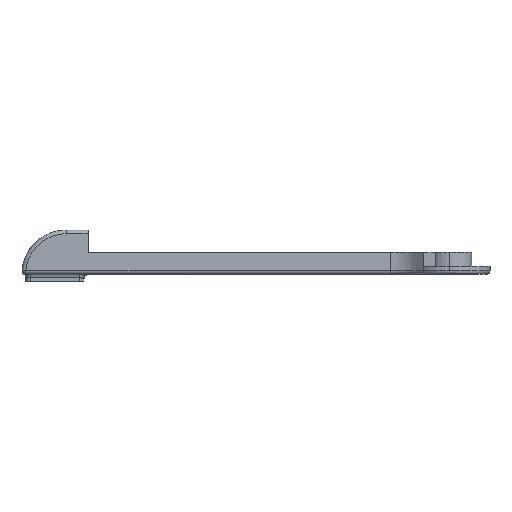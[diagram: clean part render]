
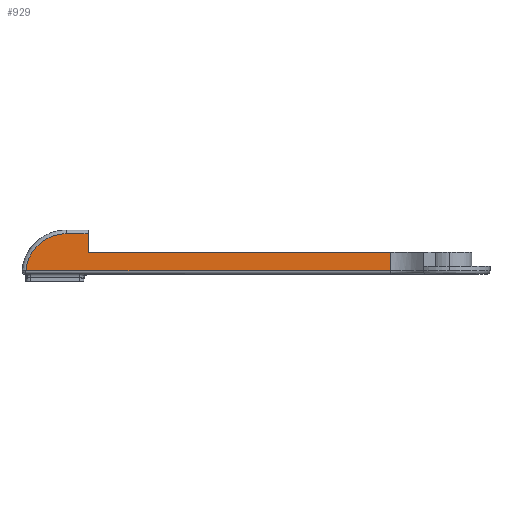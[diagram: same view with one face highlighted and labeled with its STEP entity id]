
A CAD part, top view. The second image highlights one B-rep face of the part: STEP entity #929.
In plain terms, the highlighted planar face has unit normal (0.036, 0, 0.999).
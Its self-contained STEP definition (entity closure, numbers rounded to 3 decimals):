
#25 = CARTESIAN_POINT ( 'NONE',  ( 0.912, 15., 25.347 ) ) ;
#89 = DIRECTION ( 'NONE',  ( 0.999, 0., -0.036 ) ) ;
#169 = EDGE_CURVE ( 'NONE', #4114, #1589, #3326, .T. ) ;
#274 = VERTEX_POINT ( 'NONE', #1504 ) ;
#324 = VECTOR ( 'NONE', #4835, 1000. ) ;
#354 = CARTESIAN_POINT ( 'NONE',  ( -30.781, 22.46, 26.488 ) ) ;
#387 = CARTESIAN_POINT ( 'NONE',  ( -21.599, 26.684, 26.158 ) ) ;
#423 = VERTEX_POINT ( 'NONE', #2855 ) ;
#448 = CARTESIAN_POINT ( 'NONE',  ( 0., 0., 25.38 ) ) ;
#460 = CARTESIAN_POINT ( 'NONE',  ( -14.9, 27.5, 25.916 ) ) ;
#754 = ORIENTED_EDGE ( 'NONE', *, *, #2120, .F. ) ;
#813 = CARTESIAN_POINT ( 'NONE',  ( -26.421, 25.025, 26.331 ) ) ;
#841 = CARTESIAN_POINT ( 'NONE',  ( -41.76, 5.876, 26.883 ) ) ;
#929 = ADVANCED_FACE ( 'NONE', ( #2665 ), #4793, .T. ) ;
#976 = CARTESIAN_POINT ( 'NONE',  ( -16.61, 27.5, 25.978 ) ) ;
#1101 = CARTESIAN_POINT ( 'NONE',  ( -44.971, 2.5, 26.999 ) ) ;
#1147 = VERTEX_POINT ( 'NONE', #6068 ) ;
#1431 = CARTESIAN_POINT ( 'NONE',  ( -23.228, 26.21, 26.216 ) ) ;
#1504 = CARTESIAN_POINT ( 'NONE',  ( -42.267, 2.5, 26.902 ) ) ;
#1524 = CARTESIAN_POINT ( 'NONE',  ( 205., 15., 18. ) ) ;
#1550 = DIRECTION ( 'NONE',  ( 0.999, 0., -0.036 ) ) ;
#1589 = VERTEX_POINT ( 'NONE', #1524 ) ;
#1679 = VECTOR ( 'NONE', #2122, 1000. ) ;
#1852 = CARTESIAN_POINT ( 'NONE',  ( -37.338, 15.899, 26.724 ) ) ;
#1955 = CARTESIAN_POINT ( 'NONE',  ( -24.439, 25.794, 26.26 ) ) ;
#2044 = DIRECTION ( 'NONE',  ( 0., -1., 0. ) ) ;
#2071 = DIRECTION ( 'NONE',  ( -0.999, 0., 0.036 ) ) ;
#2086 = VECTOR ( 'NONE', #89, 1000. ) ;
#2120 = EDGE_CURVE ( 'NONE', #1147, #423, #4692, .T. ) ;
#2122 = DIRECTION ( 'NONE',  ( 0., -1., 0. ) ) ;
#2130 = EDGE_CURVE ( 'NONE', #2508, #274, #4272, .T. ) ;
#2154 = EDGE_CURVE ( 'NONE', #1589, #2508, #6883, .T. ) ;
#2218 = VECTOR ( 'NONE', #1550, 1000. ) ;
#2378 = CARTESIAN_POINT ( 'NONE',  ( -42.267, 2.5, 26.902 ) ) ;
#2445 = CARTESIAN_POINT ( 'NONE',  ( -34.675, 19.171, 26.628 ) ) ;
#2508 = VERTEX_POINT ( 'NONE', #3746 ) ;
#2513 = CARTESIAN_POINT ( 'NONE',  ( -20.777, 26.877, 26.128 ) ) ;
#2538 = CARTESIAN_POINT ( 'NONE',  ( 0., 15., 25.38 ) ) ;
#2570 = EDGE_LOOP ( 'NONE', ( #3662, #5168, #5068, #2817, #5748, #754 ) ) ;
#2624 = B_SPLINE_CURVE_WITH_KNOTS ( 'NONE', 3,
 ( #2378, #6692, #5668, #841, #2995, #3602, #6767, #5104, #5740, #6238, #1852, #6659, #2445, #5606, #3974, #5139, #6129, #354, #6736, #4602, #813, #1955, #4075, #1431, #3564, #387, #2513, #5881, #976, #460 ),
 .UNSPECIFIED., .F., .F.,
 ( 4, 2, 2, 2, 2, 2, 2, 2, 2, 2, 2, 2, 2, 2, 4 ),
 ( 0., 0.003, 0.005, 0.01, 0.013, 0.015, 0.02, 0.022, 0.023, 0.026, 0.031, 0.032, 0.033, 0.036, 0.041 ),
 .UNSPECIFIED. ) ;
#2665 = FACE_OUTER_BOUND ( 'NONE', #2570, .T. ) ;
#2800 = CARTESIAN_POINT ( 'NONE',  ( 0.912, 15., 25.347 ) ) ;
#2817 = ORIENTED_EDGE ( 'NONE', *, *, #169, .F. ) ;
#2855 = CARTESIAN_POINT ( 'NONE',  ( 0., 27.5, 25.38 ) ) ;
#2995 = CARTESIAN_POINT ( 'NONE',  ( -41.564, 6.71, 26.876 ) ) ;
#3226 = CARTESIAN_POINT ( 'NONE',  ( 0.912, 27.5, 25.347 ) ) ;
#3326 = LINE ( 'NONE', #2800, #2086 ) ;
#3564 = CARTESIAN_POINT ( 'NONE',  ( -22.822, 26.336, 26.202 ) ) ;
#3602 = CARTESIAN_POINT ( 'NONE',  ( -40.868, 9.159, 26.851 ) ) ;
#3662 = ORIENTED_EDGE ( 'NONE', *, *, #3690, .F. ) ;
#3690 = EDGE_CURVE ( 'NONE', #274, #1147, #2624, .T. ) ;
#3746 = CARTESIAN_POINT ( 'NONE',  ( 205., 2.5, 18. ) ) ;
#3867 = AXIS2_PLACEMENT_3D ( 'NONE', #25, #5302, #2071 ) ;
#3974 = CARTESIAN_POINT ( 'NONE',  ( -32.79, 20.879, 26.56 ) ) ;
#4075 = CARTESIAN_POINT ( 'NONE',  ( -24.037, 25.939, 26.245 ) ) ;
#4076 = EDGE_CURVE ( 'NONE', #423, #4114, #4248, .T. ) ;
#4114 = VERTEX_POINT ( 'NONE', #2538 ) ;
#4248 = LINE ( 'NONE', #448, #1679 ) ;
#4272 = LINE ( 'NONE', #1101, #324 ) ;
#4602 = CARTESIAN_POINT ( 'NONE',  ( -27.931, 24.271, 26.386 ) ) ;
#4692 = LINE ( 'NONE', #3226, #2218 ) ;
#4793 = PLANE ( 'NONE',  #3867 ) ;
#4835 = DIRECTION ( 'NONE',  ( -0.999, 0., 0.036 ) ) ;
#5068 = ORIENTED_EDGE ( 'NONE', *, *, #2154, .F. ) ;
#5104 = CARTESIAN_POINT ( 'NONE',  ( -39.13, 13.002, 26.789 ) ) ;
#5123 = VECTOR ( 'NONE', #2044, 1000. ) ;
#5139 = CARTESIAN_POINT ( 'NONE',  ( -32.135, 21.424, 26.537 ) ) ;
#5168 = ORIENTED_EDGE ( 'NONE', *, *, #2130, .F. ) ;
#5302 = DIRECTION ( 'NONE',  ( 0.036, 0., 0.999 ) ) ;
#5606 = CARTESIAN_POINT ( 'NONE',  ( -33.111, 20.6, 26.572 ) ) ;
#5668 = CARTESIAN_POINT ( 'NONE',  ( -42.072, 4.197, 26.895 ) ) ;
#5740 = CARTESIAN_POINT ( 'NONE',  ( -38.718, 13.744, 26.774 ) ) ;
#5748 = ORIENTED_EDGE ( 'NONE', *, *, #4076, .F. ) ;
#5881 = CARTESIAN_POINT ( 'NONE',  ( -18.292, 27.342, 26.039 ) ) ;
#6068 = CARTESIAN_POINT ( 'NONE',  ( -14.9, 27.5, 25.916 ) ) ;
#6129 = CARTESIAN_POINT ( 'NONE',  ( -31.799, 21.69, 26.525 ) ) ;
#6238 = CARTESIAN_POINT ( 'NONE',  ( -37.819, 15.197, 26.741 ) ) ;
#6394 = CARTESIAN_POINT ( 'NONE',  ( 205., 15., 18. ) ) ;
#6659 = CARTESIAN_POINT ( 'NONE',  ( -35.81, 17.924, 26.669 ) ) ;
#6692 = CARTESIAN_POINT ( 'NONE',  ( -42.189, 3.352, 26.899 ) ) ;
#6736 = CARTESIAN_POINT ( 'NONE',  ( -30.082, 22.938, 26.463 ) ) ;
#6767 = CARTESIAN_POINT ( 'NONE',  ( -40.259, 10.731, 26.829 ) ) ;
#6883 = LINE ( 'NONE', #6394, #5123 ) ;
